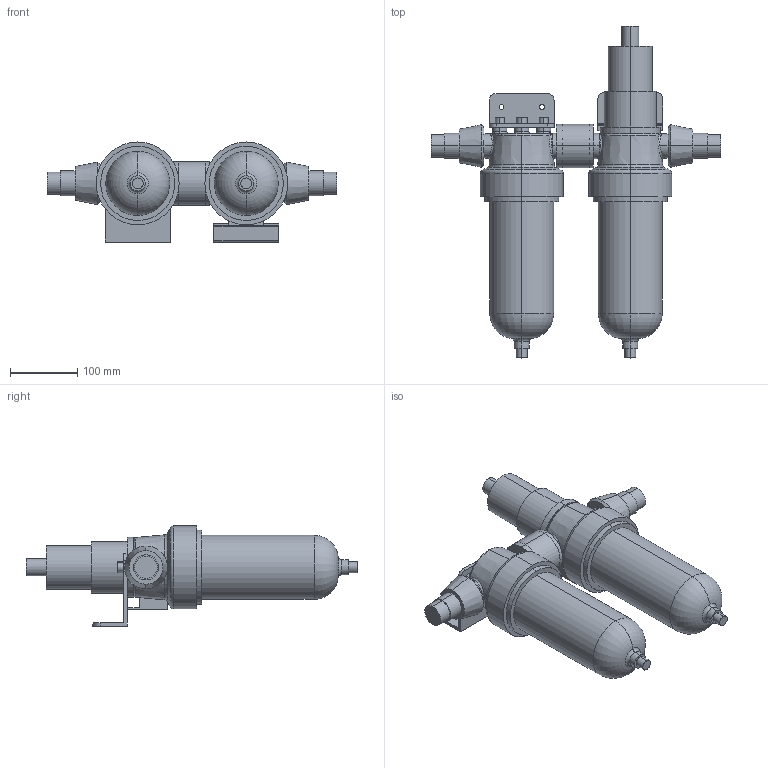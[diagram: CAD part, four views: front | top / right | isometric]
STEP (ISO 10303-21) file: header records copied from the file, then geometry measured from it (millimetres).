
FILE_DESCRIPTION (( 'STEP AP214' ), '1' );
FILE_NAME ('Cintropur UV2100-DUO Web Light.STEP', '2018-12-19T14:19:13', ( '' ), ( '' ), 'SwSTEP 2.0', 'SolidWorks 2018', '' );
FILE_SCHEMA (( 'AUTOMOTIVE_DESIGN' ));
Length unit declared in the file: millimetre
Products named in the file (2): Cintropur UV2100-DUO Web Light
Bounding box: 430 x 492.5 x 148.4 mm (x, y, z)
Volume: 6003608.2 mm3; surface area: 396534.5 mm2
Topology: 5 solids, 5 shells, 283 faces, 651 edges, 392 vertices
Faces by surface type: cylinder 91, plane 66, bspline 56, torus 38, cone 24, sphere 8
Entity records: 12078 total; most frequent: CARTESIAN_POINT 4636, DIRECTION 1337, ORIENTED_EDGE 1286, EDGE_CURVE 643, AXIS2_PLACEMENT_3D 577, VERTEX_POINT 392, CIRCLE 348, EDGE_LOOP 313
